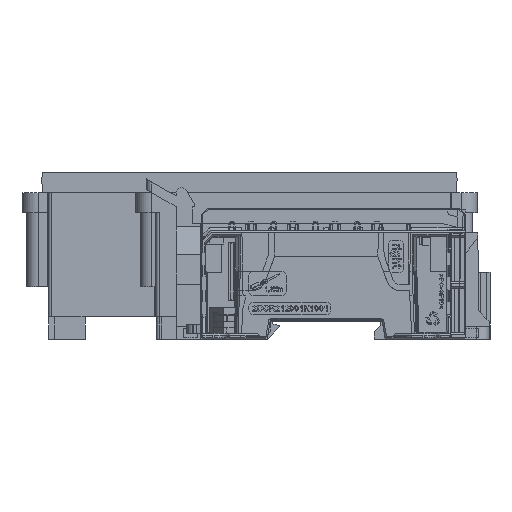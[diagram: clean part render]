
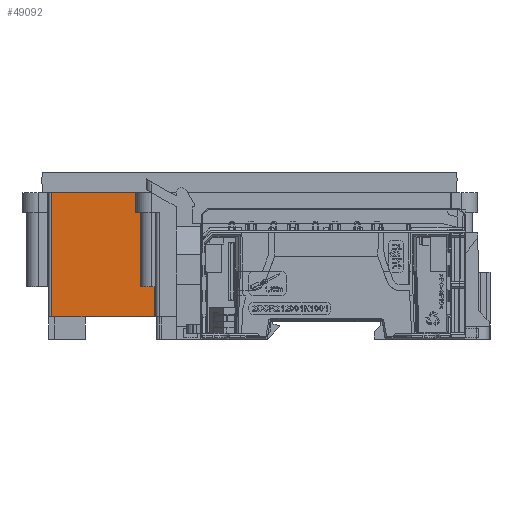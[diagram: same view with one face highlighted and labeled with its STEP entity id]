
A CAD part, front view. The second image highlights one B-rep face of the part: STEP entity #49092.
In plain terms, the highlighted planar face has unit normal (0, -1, 0).
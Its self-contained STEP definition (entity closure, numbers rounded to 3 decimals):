
#3807 = LINE ( 'NONE', #17805, #26548 ) ;
#5570 = FACE_OUTER_BOUND ( 'NONE', #50727, .T. ) ;
#6125 = DIRECTION ( 'NONE',  ( 1., 0., 0. ) ) ;
#8770 = VERTEX_POINT ( 'NONE', #34181 ) ;
#10232 = PLANE ( 'NONE',  #68612 ) ;
#10483 = DIRECTION ( 'NONE',  ( 0., -1., 0. ) ) ;
#11411 = CARTESIAN_POINT ( 'NONE',  ( -98.8, 56., -6.5 ) ) ;
#12183 = ORIENTED_EDGE ( 'NONE', *, *, #16741, .F. ) ;
#13364 = VECTOR ( 'NONE', #50912, 1000. ) ;
#14324 = CARTESIAN_POINT ( 'NONE',  ( -65.65, 56., -6.5 ) ) ;
#15221 = VERTEX_POINT ( 'NONE', #47017 ) ;
#16018 = CARTESIAN_POINT ( 'NONE',  ( -98.8, 56., 0. ) ) ;
#16331 = DIRECTION ( 'NONE',  ( 1., 0., 0. ) ) ;
#16741 = EDGE_CURVE ( 'NONE', #56940, #15221, #3807, .T. ) ;
#17805 = CARTESIAN_POINT ( 'NONE',  ( -65.65, 56., 0. ) ) ;
#20640 = DIRECTION ( 'NONE',  ( 0., 0., 1. ) ) ;
#23443 = LINE ( 'NONE', #14324, #37058 ) ;
#25455 = ORIENTED_EDGE ( 'NONE', *, *, #27224, .T. ) ;
#25827 = VERTEX_POINT ( 'NONE', #71022 ) ;
#26548 = VECTOR ( 'NONE', #6125, 1000. ) ;
#27224 = EDGE_CURVE ( 'NONE', #25827, #8770, #59538, .T. ) ;
#32740 = EDGE_CURVE ( 'NONE', #8770, #15221, #23443, .T. ) ;
#34181 = CARTESIAN_POINT ( 'NONE',  ( -65.65, 56., -40.2 ) ) ;
#37058 = VECTOR ( 'NONE', #20640, 1000. ) ;
#45831 = DIRECTION ( 'NONE',  ( 1., 0., 0. ) ) ;
#47017 = CARTESIAN_POINT ( 'NONE',  ( -65.65, 56., 0. ) ) ;
#49092 = ADVANCED_FACE ( 'NONE', ( #5570 ), #10232, .T. ) ;
#50727 = EDGE_LOOP ( 'NONE', ( #12183, #65943, #25455, #61500 ) ) ;
#50912 = DIRECTION ( 'NONE',  ( 0., 0., 1. ) ) ;
#56388 = EDGE_CURVE ( 'NONE', #25827, #56940, #69445, .T. ) ;
#56940 = VERTEX_POINT ( 'NONE', #16018 ) ;
#58661 = VECTOR ( 'NONE', #45831, 1000. ) ;
#59538 = LINE ( 'NONE', #63302, #58661 ) ;
#61500 = ORIENTED_EDGE ( 'NONE', *, *, #32740, .T. ) ;
#63302 = CARTESIAN_POINT ( 'NONE',  ( -98.8, 56., -40.2 ) ) ;
#65943 = ORIENTED_EDGE ( 'NONE', *, *, #56388, .F. ) ;
#68612 = AXIS2_PLACEMENT_3D ( 'NONE', #73966, #10483, #16331 ) ;
#69445 = LINE ( 'NONE', #11411, #13364 ) ;
#71022 = CARTESIAN_POINT ( 'NONE',  ( -98.8, 56., -40.2 ) ) ;
#73966 = CARTESIAN_POINT ( 'NONE',  ( -65.65, 56., -6.5 ) ) ;
